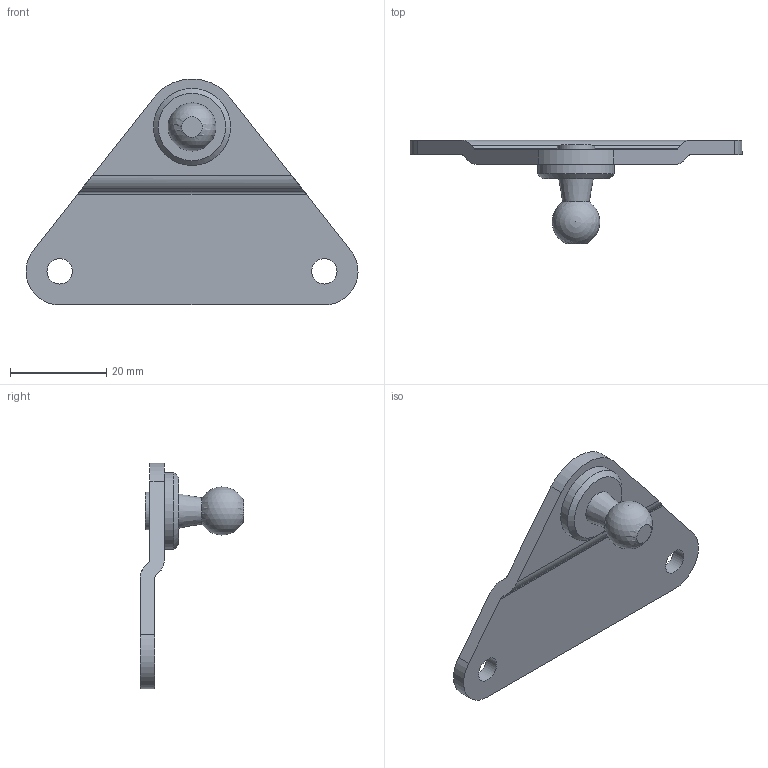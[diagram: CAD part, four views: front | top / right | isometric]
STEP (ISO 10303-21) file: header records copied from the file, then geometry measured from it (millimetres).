
FILE_DESCRIPTION(/* description */ (''),/* implementation_level */ '2;1');
FILE_NAME(/* name */ 'BA01K10.stp',/* time_stamp */ '2024-05-07T14:02:22+03:00',/* author */ (''),/* organization */ (''),/* preprocessor_version */ 'ST-DEVELOPER v16',/* originating_system */ 'SIEMENS PLM Software NX 11.0',/* authorisation */ '');
FILE_SCHEMA (('AUTOMOTIVE_DESIGN { 1 0 10303 214 3 1 1 1 }'));
Length unit declared in the file: millimetre
Products named in the file (3): Bracket; Stud; BA01K10_stp
Assembly tree (2 placements, depth 2):
  BA01K10_stp
    Stud
    Bracket
Bounding box: 69 x 21.5 x 46.97 mm (x, y, z)
Volume: 7530.5 mm3; surface area: 5767.1 mm2
Topology: 2 solids, 2 shells, 28 faces, 66 edges, 44 vertices
Faces by surface type: plane 13, cylinder 12, cone 2, sphere 1
Full cylindrical faces by diameter (mm): 5.3 x2, 7.8 x1, 8.1 x1, 16 x1
Entity records: 840 total; most frequent: DIRECTION 146, CARTESIAN_POINT 129, ORIENTED_EDGE 112, AXIS2_PLACEMENT_3D 59, EDGE_CURVE 56, EDGE_LOOP 44, VERTEX_POINT 42, FACE_BOUND 30
